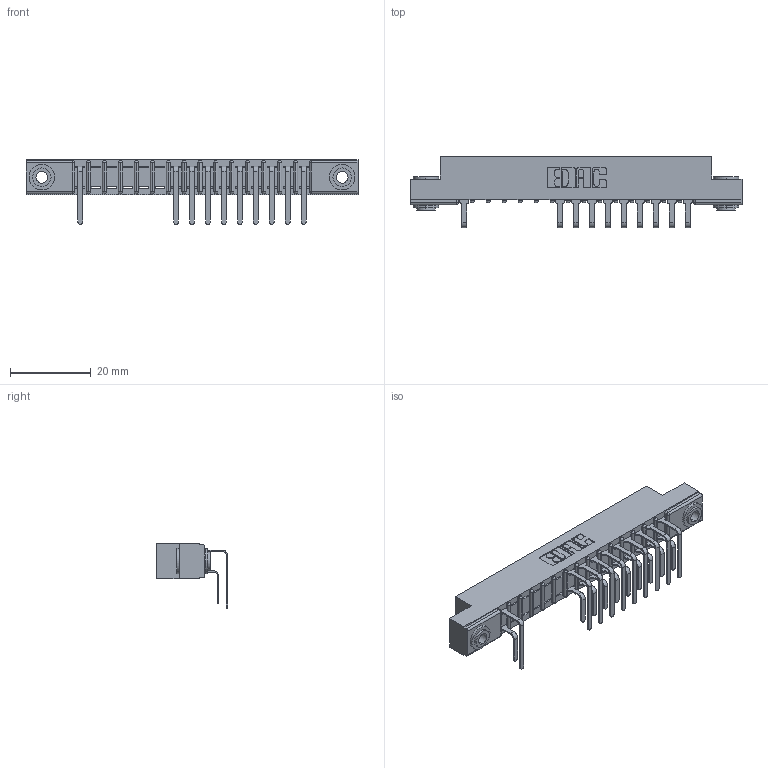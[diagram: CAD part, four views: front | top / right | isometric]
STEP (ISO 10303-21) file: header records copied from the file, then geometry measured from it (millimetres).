
FILE_DESCRIPTION (( 'STEP AP203' ), '1' );
FILE_NAME ('357-015-559-103.STEP', '2018-08-08T01:11:12', ( '' ), ( '' ), 'SwSTEP 2.0', 'SolidWorks 2016', '' );
FILE_SCHEMA (( 'CONFIG_CONTROL_DESIGN' ));
Length unit declared in the file: inch
Products named in the file (5): 345-250-002_345-250-002-102; 357-015-559-103; 307 Part_.156 Dia Mounting Holes; 307-290-001_558 559 - 1 (Single); 307-290-001_559 - 2 (Single)
Assembly tree (23 placements, depth 2):
  357-015-559-103
    307 Part_.156 Dia Mounting Holes
    307-290-001_558 559 - 1 (Single)  x10
    307-290-001_559 - 2 (Single)  x10
    345-250-002_345-250-002-102  x2
Bounding box: 82.45 x 17.69 x 16.08 mm (x, y, z)
Volume: 5354.3 mm3; surface area: 9073.7 mm2
Topology: 23 solids, 23 shells, 1286 faces, 3595 edges, 2322 vertices
Faces by surface type: plane 814, cylinder 432, sphere 32, cone 8
Entity records: 18860 total; most frequent: CARTESIAN_POINT 3120, ORIENTED_EDGE 3090, DIRECTION 3071, EDGE_CURVE 1545, VECTOR 1165, LINE 1165, VERTEX_POINT 1002, AXIS2_PLACEMENT_3D 953
